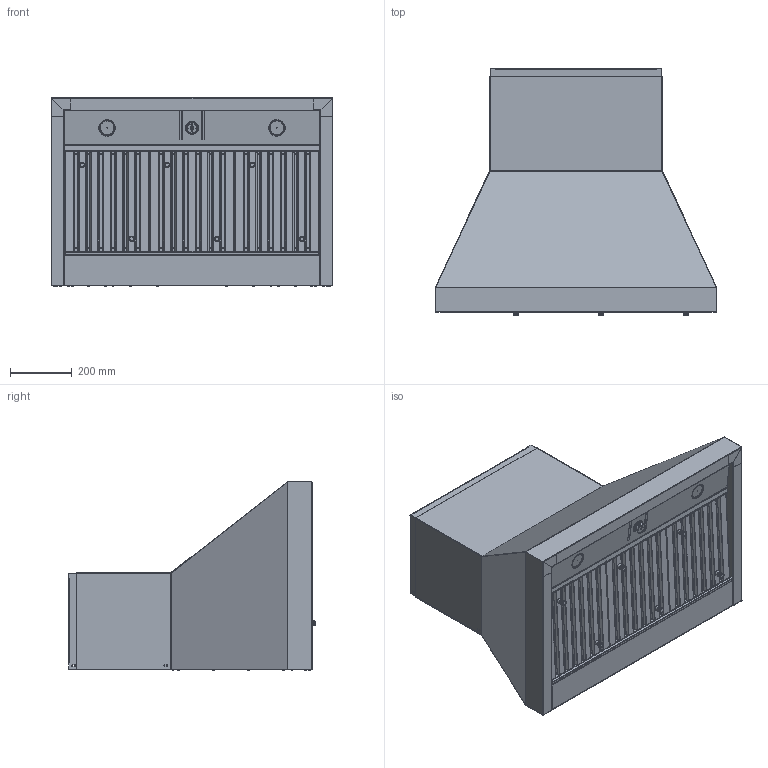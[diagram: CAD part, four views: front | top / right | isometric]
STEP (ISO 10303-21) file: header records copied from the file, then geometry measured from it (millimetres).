
FILE_DESCRIPTION(/* description */ (''),/* implementation_level */ '2;1');
FILE_NAME(/* name */ 'CAMINO PRO_36''''',/* time_stamp */ '2019-01-08T12:53:49+01:00',/* author */ (''),/* organization */ (''),/* preprocessor_version */ 'ST-DEVELOPER v15',/* originating_system */ '',/* authorisation */ '');
FILE_SCHEMA (('AUTOMOTIVE_DESIGN'));
Products named in the file (27): Document; 335066_711_ASM; 335066_001; 335066_002; 35B_041; RVT_003; 335066_028; 35B_789_ASM; G05_018; G05_010; 335066_712_ASM; 335066_005; G05_013; 335066_006; AL1_799_ASM; CME_047; Blocco 01; 17B_036; 17B_035; G05_716_ASM; G05_021; G05_022; 335066_010; 335066_011; G05_027; G05_026; CMM_030
Assembly tree (63 placements, depth 4):
  Document
    335066_711_ASM
      335066_001
      335066_002
      35B_041
      RVT_003  x26
      335066_028  x2
    35B_789_ASM
      G05_018
    G05_010
    335066_712_ASM
      335066_005
      G05_013
      335066_006
    AL1_799_ASM  x2
      CME_047
        Blocco 01
    17B_036
    17B_035
    G05_716_ASM
      G05_021
      G05_022  x2
    335066_010
    335066_011
    G05_027  x3
    G05_026  x3
    CMM_030  x6
Bounding box: 912.01 x 798.15 x 611 mm (x, y, z)
Volume: 1868529.5 mm3; surface area: 7407040.2 mm2
Topology: 57 solids, 59 shells, 4441 faces, 10959 edges, 6613 vertices
Faces by surface type: plane 2288, bspline 2153
Entity records: 110610 total; most frequent: CARTESIAN_POINT 63758, ORIENTED_EDGE 14718, EDGE_CURVE 7371, B_SPLINE_CURVE_WITH_KNOTS 4909, VERTEX_POINT 4481, EDGE_LOOP 3366, ADVANCED_FACE 2929, FACE_OUTER_BOUND 2929
